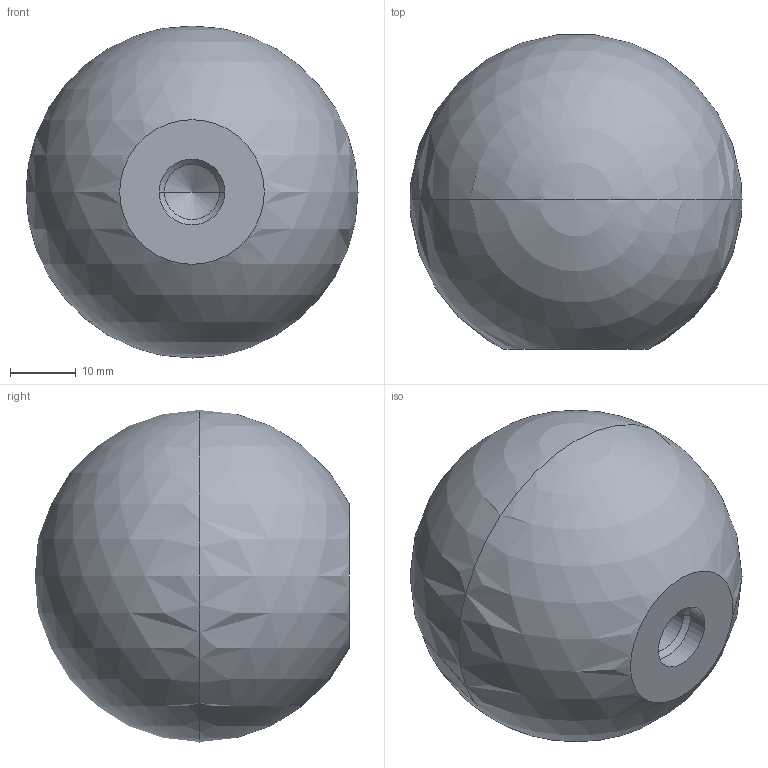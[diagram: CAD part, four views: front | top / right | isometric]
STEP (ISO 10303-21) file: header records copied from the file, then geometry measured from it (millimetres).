
FILE_DESCRIPTION( ( '' ), '1' );
FILE_NAME( 'K0159.15010.stp', '2012-11-01T09:09:17', ( '' ), ( '' ), ' ', ' ', ' ' );
FILE_SCHEMA( ( 'CONFIG_CONTROL_DESIGN' ) );
Length unit declared in the file: millimetre
Products named in the file (1): 1
Bounding box: 50.52 x 47.84 x 50.52 mm (x, y, z)
Volume: 65250.2 mm3; surface area: 8800.7 mm2
Topology: 1 solids, 1 shells, 11 faces, 26 edges, 13 vertices
Faces by surface type: cone 4, cylinder 4, sphere 2, plane 1
Entity records: 322 total; most frequent: DIRECTION 56, CARTESIAN_POINT 45, ORIENTED_EDGE 40, AXIS2_PLACEMENT_3D 24, EDGE_CURVE 20, EDGE_LOOP 13, VERTEX_POINT 13, FACE_OUTER_BOUND 12
